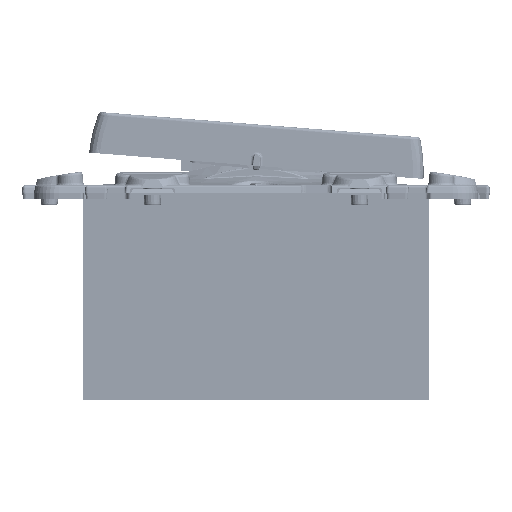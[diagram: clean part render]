
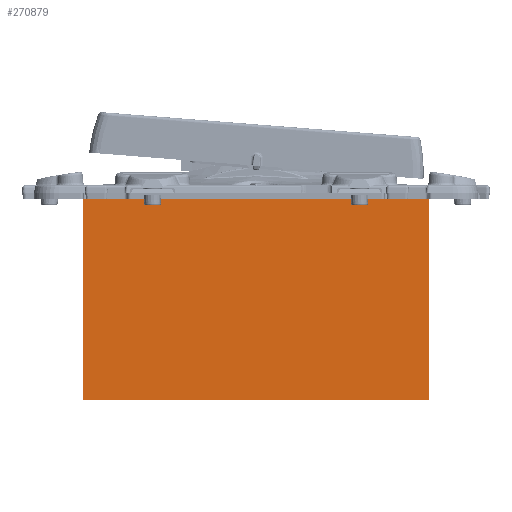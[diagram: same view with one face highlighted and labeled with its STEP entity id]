
A CAD part, left-side view. The second image highlights one B-rep face of the part: STEP entity #270879.
In plain terms, the highlighted planar face has unit normal (-1, 0, 0).
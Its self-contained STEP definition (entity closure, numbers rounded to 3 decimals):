
#270852=AXIS2_PLACEMENT_3D('Plane Axis2P3D',#270849,#270850,#270851) ;
#10006=CARTESIAN_POINT('Vertex',(-27.5,9.38,0.)) ;
#10013=CARTESIAN_POINT('Vertex',(-27.5,4.117,0.)) ;
#11983=CARTESIAN_POINT('Line Origine',(-27.5,-11.692,0.)) ;
#11987=CARTESIAN_POINT('Vertex',(-27.5,-27.5,0.)) ;
#12023=CARTESIAN_POINT('Vertex',(-27.5,27.5,0.)) ;
#12026=CARTESIAN_POINT('Line Origine',(-27.5,18.44,0.)) ;
#270822=CARTESIAN_POINT('Vertex',(-27.5,27.5,-32.)) ;
#270825=CARTESIAN_POINT('Line Origine',(-27.5,27.5,-16.)) ;
#270849=CARTESIAN_POINT('Axis2P3D Location',(-27.5,-27.5,0.)) ;
#270854=CARTESIAN_POINT('Line Origine',(-27.5,0.,-32.)) ;
#270858=CARTESIAN_POINT('Vertex',(-27.5,-27.5,-32.)) ;
#270861=CARTESIAN_POINT('Line Origine',(-27.5,-27.5,-16.)) ;
#270866=CARTESIAN_POINT('Line Origine',(-27.5,6.749,0.)) ;
#11984=DIRECTION('Vector Direction',(0.,1.,0.)) ;
#12027=DIRECTION('Vector Direction',(0.,1.,0.)) ;
#270826=DIRECTION('Vector Direction',(0.,0.,-1.)) ;
#270850=DIRECTION('Axis2P3D Direction',(-1.,0.,0.)) ;
#270851=DIRECTION('Axis2P3D XDirection',(0.,1.,0.)) ;
#270855=DIRECTION('Vector Direction',(0.,1.,0.)) ;
#270862=DIRECTION('Vector Direction',(0.,0.,-1.)) ;
#270867=DIRECTION('Vector Direction',(0.,1.,0.)) ;
#11985=VECTOR('Line Direction',#11984,1.) ;
#12028=VECTOR('Line Direction',#12027,1.) ;
#270827=VECTOR('Line Direction',#270826,1.) ;
#270856=VECTOR('Line Direction',#270855,1.) ;
#270863=VECTOR('Line Direction',#270862,1.) ;
#270868=VECTOR('Line Direction',#270867,1.) ;
#270872=ORIENTED_EDGE('',*,*,#270860,.T.) ;
#270873=ORIENTED_EDGE('',*,*,#270865,.F.) ;
#270874=ORIENTED_EDGE('',*,*,#11989,.F.) ;
#270875=ORIENTED_EDGE('',*,*,#270870,.F.) ;
#270876=ORIENTED_EDGE('',*,*,#12030,.F.) ;
#270877=ORIENTED_EDGE('',*,*,#270829,.T.) ;
#270879=ADVANCED_FACE('PartBody',(#270878),#270853,.T.) ;
#11989=EDGE_CURVE('',#10014,#11988,#11986,.F.) ;
#12030=EDGE_CURVE('',#12024,#10007,#12029,.F.) ;
#270829=EDGE_CURVE('',#12024,#270823,#270828,.T.) ;
#270860=EDGE_CURVE('',#270823,#270859,#270857,.F.) ;
#270865=EDGE_CURVE('',#11988,#270859,#270864,.T.) ;
#270870=EDGE_CURVE('',#10007,#10014,#270869,.F.) ;
#270871=EDGE_LOOP('',(#270872,#270873,#270874,#270875,#270876,#270877)) ;
#270878=FACE_OUTER_BOUND('',#270871,.T.) ;
#11986=LINE('Line',#11983,#11985) ;
#12029=LINE('Line',#12026,#12028) ;
#270828=LINE('Line',#270825,#270827) ;
#270857=LINE('Line',#270854,#270856) ;
#270864=LINE('Line',#270861,#270863) ;
#270869=LINE('Line',#270866,#270868) ;
#270853=PLANE('',#270852) ;
#10007=VERTEX_POINT('',#10006) ;
#10014=VERTEX_POINT('',#10013) ;
#11988=VERTEX_POINT('',#11987) ;
#12024=VERTEX_POINT('',#12023) ;
#270823=VERTEX_POINT('',#270822) ;
#270859=VERTEX_POINT('',#270858) ;
